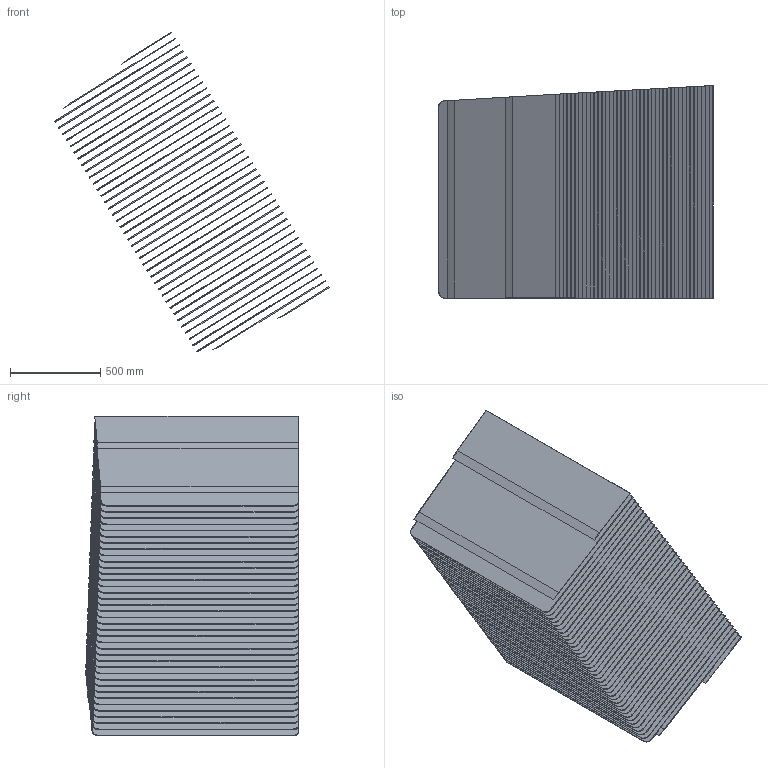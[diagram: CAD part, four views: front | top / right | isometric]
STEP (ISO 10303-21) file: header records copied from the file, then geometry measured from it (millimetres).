
FILE_DESCRIPTION(('FreeCAD Model'),'2;1');
FILE_NAME('detailed_HCLL/step/cooling_plate_1_sample_envelope_1.step', '2018-01-30T14:13:42',('FreeCAD'),('FreeCAD'), 'Open CASCADE STEP processor 7.1','FreeCAD','Unknown');
FILE_SCHEMA(('AUTOMOTIVE_DESIGN_CC2 { 1 2 10303 214 -1 1 5 4 }'));
Length unit declared in the file: millimetre
Products named in the file (43): Open CASCADE STEP translator 7.1 2; Open CASCADE STEP translator 7.1 2.1; Open CASCADE STEP translator 7.1 2.2; Open CASCADE STEP translator 7.1 2.3; Open CASCADE STEP translator 7.1 2.4; Open CASCADE STEP translator 7.1 2.5; Open CASCADE STEP translator 7.1 2.6; Open CASCADE STEP translator 7.1 2.7; Open CASCADE STEP translator 7.1 2.8; Open CASCADE STEP translator 7.1 2.9; Open CASCADE STEP translator 7.1 2.10; Open CASCADE STEP translator 7.1 2.11; Open CASCADE STEP translator 7.1 2.12; Open CASCADE STEP translator 7.1 2.13; Open CASCADE STEP translator 7.1 2.14; Open CASCADE STEP translator 7.1 2.15; Open CASCADE STEP translator 7.1 2.16; Open CASCADE STEP translator 7.1 2.17; Open CASCADE STEP translator 7.1 2.18; Open CASCADE STEP translator 7.1 2.19; Open CASCADE STEP translator 7.1 2.20; Open CASCADE STEP translator 7.1 2.21; Open CASCADE STEP translator 7.1 2.22; Open CASCADE STEP translator 7.1 2.23; Open CASCADE STEP translator 7.1 2.24; Open CASCADE STEP translator 7.1 2.25; Open CASCADE STEP translator 7.1 2.26; Open CASCADE STEP translator 7.1 2.27; Open CASCADE STEP translator 7.1 2.28; Open CASCADE STEP translator 7.1 2.29; Open CASCADE STEP translator 7.1 2.30; Open CASCADE STEP translator 7.1 2.31; Open CASCADE STEP translator 7.1 2.32; Open CASCADE STEP translator 7.1 2.33; Open CASCADE STEP translator 7.1 2.34; Open CASCADE STEP translator 7.1 2.35; Open CASCADE STEP translator 7.1 2.36; Open CASCADE STEP translator 7.1 2.37; Open CASCADE STEP translator 7.1 2.38; Open CASCADE STEP translator 7.1 2.39 ...
Assembly tree (42 placements, depth 2):
  Open CASCADE STEP translator 7.1 2
    Open CASCADE STEP translator 7.1 2.1
    Open CASCADE STEP translator 7.1 2.2
    Open CASCADE STEP translator 7.1 2.3
    Open CASCADE STEP translator 7.1 2.4
    Open CASCADE STEP translator 7.1 2.5
    Open CASCADE STEP translator 7.1 2.6
    Open CASCADE STEP translator 7.1 2.7
    Open CASCADE STEP translator 7.1 2.8
    Open CASCADE STEP translator 7.1 2.9
    Open CASCADE STEP translator 7.1 2.10
    Open CASCADE STEP translator 7.1 2.11
    Open CASCADE STEP translator 7.1 2.12
    Open CASCADE STEP translator 7.1 2.13
    Open CASCADE STEP translator 7.1 2.14
    Open CASCADE STEP translator 7.1 2.15
    Open CASCADE STEP translator 7.1 2.16
    Open CASCADE STEP translator 7.1 2.17
    Open CASCADE STEP translator 7.1 2.18
    Open CASCADE STEP translator 7.1 2.19
    Open CASCADE STEP translator 7.1 2.20
    Open CASCADE STEP translator 7.1 2.21
    Open CASCADE STEP translator 7.1 2.22
    Open CASCADE STEP translator 7.1 2.23
    Open CASCADE STEP translator 7.1 2.24
    Open CASCADE STEP translator 7.1 2.25
    Open CASCADE STEP translator 7.1 2.26
    Open CASCADE STEP translator 7.1 2.27
    Open CASCADE STEP translator 7.1 2.28
    Open CASCADE STEP translator 7.1 2.29
    Open CASCADE STEP translator 7.1 2.30
    Open CASCADE STEP translator 7.1 2.31
    Open CASCADE STEP translator 7.1 2.32
    Open CASCADE STEP translator 7.1 2.33
    Open CASCADE STEP translator 7.1 2.34
    Open CASCADE STEP translator 7.1 2.35
    Open CASCADE STEP translator 7.1 2.36
    Open CASCADE STEP translator 7.1 2.37
    Open CASCADE STEP translator 7.1 2.38
    Open CASCADE STEP translator 7.1 2.39
    Open CASCADE STEP translator 7.1 2.40
    Open CASCADE STEP translator 7.1 2.41
    Open CASCADE STEP translator 7.1 2.42
Bounding box: 1519.68 x 1177.68 x 1770.18 mm (x, y, z)
Volume: 185590251.5 mm3; surface area: 75236540.2 mm2
Topology: 42 solids, 42 shells, 328 faces, 732 edges, 488 vertices
Faces by surface type: plane 252, cylinder 76
Entity records: 18848 total; most frequent: CARTESIAN_POINT 4519, DIRECTION 2158, ORIENTED_EDGE 1464, PCURVE 1464, DEFINITIONAL_REPRESENTATION 1464, LINE 960, VECTOR 960, B_SPLINE_CURVE_WITH_KNOTS 932
